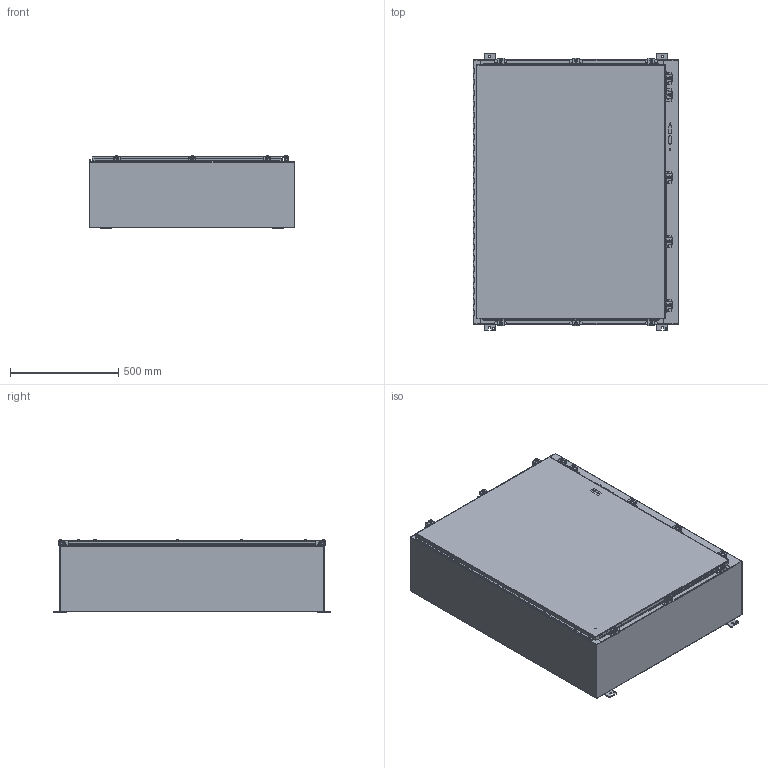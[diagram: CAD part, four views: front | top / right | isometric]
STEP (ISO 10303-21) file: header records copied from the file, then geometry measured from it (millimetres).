
FILE_DESCRIPTION(/* description */ ('SN4 BACK AND SIDES (48X37X12)'),/* implementation_level */ '2;1');
FILE_NAME(/* name */ 'SN4483712.stp',/* time_stamp */ '2016-11-29T13:25:25-06:00',/* author */ ('djett'),/* organization */ (''),/* preprocessor_version */ 'ST-DEVELOPER v16.1',/* originating_system */ 'Autodesk Inventor 2016',/* authorisation */ '');
FILE_SCHEMA (('AUTOMOTIVE_DESIGN { 1 0 10303 214 3 1 1 }'));
Length unit declared in the file: inch
Products named in the file (21): SN4483712BLR; 3889; 34840; 328115T; 328115L; 328115P; 328115; SN44837LID; 38811; HFW3092; 349129; 38846; SN43712TOP; SN43712BTM; 30824-1; 30824-2; 30824-3; 30824-4; 30824; 30817; SN4483712
Assembly tree (52 placements, depth 3):
  SN4483712
    SN4483712BLR
    3889  x8
    34840  x4
    328115
      328115T
      328115L
      328115P
    SN44837LID
    38811  x2
    HFW3092
    349129  x2
    38846
    SN43712TOP
    SN43712BTM
    30824  x11
      30824-1
      30824-2
      30824-3
      30824-4
    30817  x11
Bounding box: 949.74 x 1282.7 x 338.45 mm (x, y, z)
Volume: 7477394.6 mm3; surface area: 7974336.6 mm2
Topology: 80 solids, 80 shells, 2330 faces, 6074 edges, 3977 vertices
Faces by surface type: plane 1258, cylinder 758, bspline 133, sphere 66, torus 63, cone 52
Full cylindrical faces by diameter (mm): 2.794 x44, 3.048 x1, 3.962 x2, 4.826 x2, 5.359 x11, 6.35 x14, 7.137 x13, 7.95 x4, 8.382 x16, 8.56 x1, 8.89 x11, 11.125 x4, 12.7 x11, 13.208 x11, 15.875 x8
Entity records: 31949 total; most frequent: CARTESIAN_POINT 6983, DIRECTION 5049, ORIENTED_EDGE 5016, EDGE_CURVE 2508, LINE 1771, VECTOR 1771, VERTEX_POINT 1671, AXIS2_PLACEMENT_3D 1639
